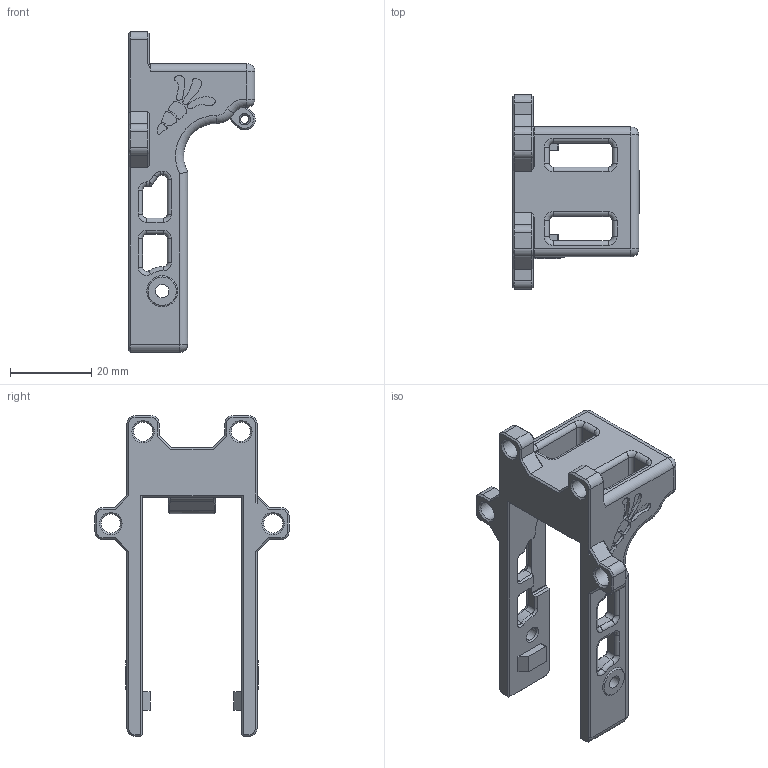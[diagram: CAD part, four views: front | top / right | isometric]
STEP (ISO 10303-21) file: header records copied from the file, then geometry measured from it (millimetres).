
FILE_DESCRIPTION(/* description */ (''),/* implementation_level */ '2;1');
FILE_NAME(/* name */ 'erec_encoder_mount_for_thicker_selector_28mm.step',/* time_stamp */ '2024-08-11T09:44:59-04:00',/* author */ (''),/* organization */ (''),/* preprocessor_version */ 'ST-DEVELOPER v20',/* originating_system */ 'Autodesk Translation Framework v13.14.0.145',/* authorisation */ '');
FILE_SCHEMA (('AUTOMOTIVE_DESIGN { 1 0 10303 214 3 1 1 }'));
Length unit declared in the file: millimetre
Products named in the file (1): erec_encoder_mount_for_thicker_selector_28mm
Bounding box: 31.15 x 47.8 x 78.99 mm (x, y, z)
Volume: 15947.2 mm3; surface area: 9309.1 mm2
Topology: 1 solids, 2 shells, 461 faces, 1111 edges, 666 vertices
Faces by surface type: plane 203, cylinder 113, cone 69, torus 39, bspline 30, sphere 7
Full cylindrical faces by diameter (mm): 2 x1, 3.3 x2, 4.7 x4
Entity records: 21034 total; most frequent: CARTESIAN_POINT 10275, DIRECTION 2242, ORIENTED_EDGE 2222, EDGE_CURVE 1111, AXIS2_PLACEMENT_3D 789, VERTEX_POINT 666, LINE 664, VECTOR 664
